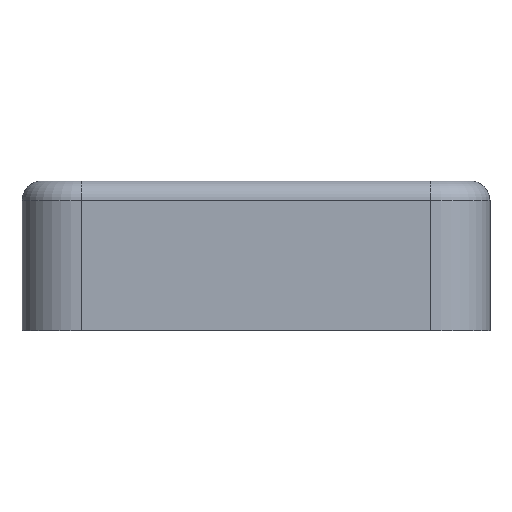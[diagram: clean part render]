
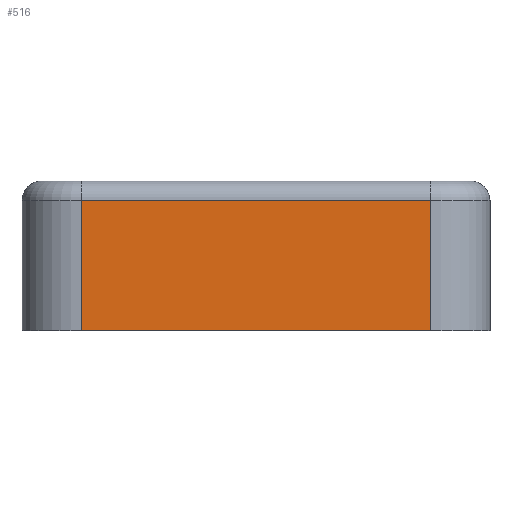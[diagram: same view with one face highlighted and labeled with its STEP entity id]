
A CAD part, left-side view. The second image highlights one B-rep face of the part: STEP entity #516.
In plain terms, the highlighted planar face has unit normal (-1, 0, 0).
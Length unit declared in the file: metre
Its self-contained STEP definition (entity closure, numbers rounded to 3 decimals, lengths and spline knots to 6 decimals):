
#516 = ADVANCED_FACE( '', ( #1129 ), #1130, .F. );
#1129 = FACE_OUTER_BOUND( '', #1892, .T. );
#1130 = PLANE( '', #1893 );
#1892 = EDGE_LOOP( '', ( #3448, #3449, #3450, #3451 ) );
#1893 = AXIS2_PLACEMENT_3D( '', #3452, #3453, #3454 );
#3448 = ORIENTED_EDGE( '', *, *, #4668, .T. );
#3449 = ORIENTED_EDGE( '', *, *, #4938, .T. );
#3450 = ORIENTED_EDGE( '', *, *, #5018, .F. );
#3451 = ORIENTED_EDGE( '', *, *, #4950, .F. );
#3452 = CARTESIAN_POINT( '', ( -0.0023, 0.009525, -0.257743 ) );
#3453 = DIRECTION( '', ( 1., 0., 0. ) );
#3454 = DIRECTION( '', ( 0., 0., -1. ) );
#4668 = EDGE_CURVE( '', #5697, #5695, #5698, .T. );
#4938 = EDGE_CURVE( '', #5695, #6074, #6108, .T. );
#4950 = EDGE_CURVE( '', #5697, #6124, #6125, .T. );
#5018 = EDGE_CURVE( '', #6124, #6074, #6220, .T. );
#5695 = VERTEX_POINT( '', #7159 );
#5697 = VERTEX_POINT( '', #7161 );
#5698 = LINE( '', #7162, #7163 );
#6074 = VERTEX_POINT( '', #7762 );
#6108 = LINE( '', #7812, #7813 );
#6124 = VERTEX_POINT( '', #7834 );
#6125 = LINE( '', #7835, #7836 );
#6220 = LINE( '', #7989, #7990 );
#7159 = CARTESIAN_POINT( '', ( -0.0023, 0.0007, 0.006075 ) );
#7161 = CARTESIAN_POINT( '', ( -0.0023, 0.0007, -0.0005 ) );
#7162 = CARTESIAN_POINT( '', ( -0.0023, 0.0007, -0.257743 ) );
#7163 = VECTOR( '', #8613, 1. );
#7762 = CARTESIAN_POINT( '', ( -0.0023, 0.01835, 0.006075 ) );
#7812 = CARTESIAN_POINT( '', ( -0.0023, 0.01835, 0.006075 ) );
#7813 = VECTOR( '', #8810, 1. );
#7834 = CARTESIAN_POINT( '', ( -0.0023, 0.01835, -0.0005 ) );
#7835 = CARTESIAN_POINT( '', ( -0.0023, 0.009525, -0.0005 ) );
#7836 = VECTOR( '', #8828, 1. );
#7989 = CARTESIAN_POINT( '', ( -0.0023, 0.01835, -0.257743 ) );
#7990 = VECTOR( '', #8870, 1. );
#8613 = DIRECTION( '', ( 0., 0., 1. ) );
#8810 = DIRECTION( '', ( 0., 1., 0. ) );
#8828 = DIRECTION( '', ( 0., 1., 0. ) );
#8870 = DIRECTION( '', ( 0., 0., 1. ) );
